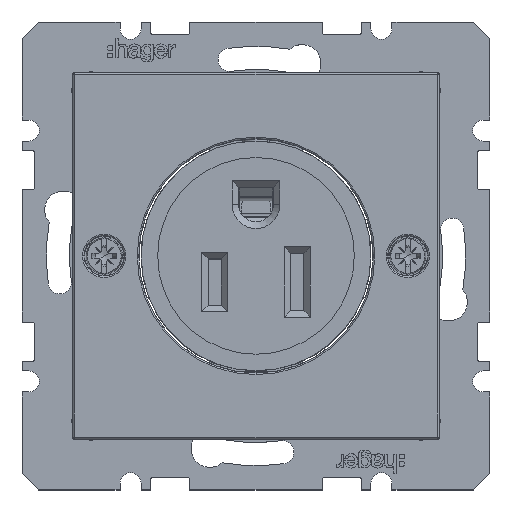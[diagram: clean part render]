
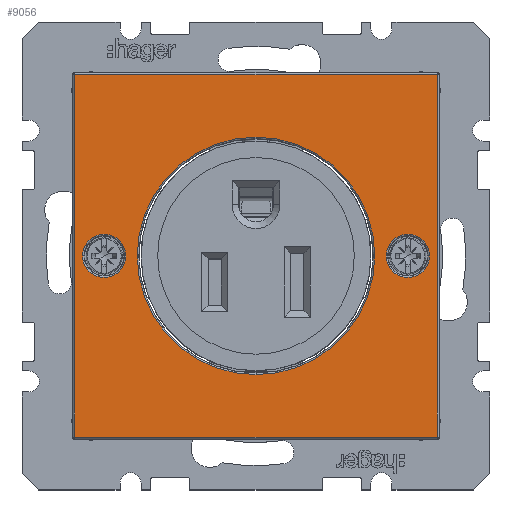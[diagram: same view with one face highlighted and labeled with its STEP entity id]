
A CAD part, top view. The second image highlights one B-rep face of the part: STEP entity #9056.
In plain terms, the highlighted face is planar.
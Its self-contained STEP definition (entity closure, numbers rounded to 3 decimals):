
#248=DIRECTION('',(1.,0.,0.));
#249=VECTOR('',#248,54.881);
#250=CARTESIAN_POINT('',(-27.44,6.2,27.44));
#251=LINE('2002',#250,#249);
#252=DIRECTION('',(0.,0.,1.));
#253=VECTOR('',#252,54.881);
#254=CARTESIAN_POINT('',(-27.44,6.2,-27.44));
#255=LINE('2006',#254,#253);
#256=DIRECTION('',(-1.,0.,0.));
#257=VECTOR('',#256,54.881);
#258=CARTESIAN_POINT('',(27.44,6.2,-27.44));
#259=LINE('2012',#258,#257);
#260=DIRECTION('',(0.,0.,-1.));
#261=VECTOR('',#260,54.881);
#262=CARTESIAN_POINT('',(27.44,6.2,27.44));
#263=LINE('2017',#262,#261);
#264=CARTESIAN_POINT('',(0.,6.2,0.));
#265=DIRECTION('',(0.,1.,0.));
#266=DIRECTION('',(1.,0.,0.));
#267=AXIS2_PLACEMENT_3D('',#264,#265,#266);
#269=CARTESIAN_POINT('',(0.,6.2,0.));
#270=DIRECTION('',(0.,1.,0.));
#271=DIRECTION('',(-1.,0.,0.));
#272=AXIS2_PLACEMENT_3D('',#269,#270,#271);
#274=CARTESIAN_POINT('',(23.,6.2,0.));
#275=DIRECTION('',(0.,-1.,0.));
#276=DIRECTION('',(-1.,0.,0.));
#277=AXIS2_PLACEMENT_3D('',#274,#275,#276);
#279=CARTESIAN_POINT('',(23.,6.2,0.));
#280=DIRECTION('',(0.,-1.,0.));
#281=DIRECTION('',(1.,0.,0.));
#282=AXIS2_PLACEMENT_3D('',#279,#280,#281);
#284=CARTESIAN_POINT('',(-23.,6.2,0.));
#285=DIRECTION('',(0.,-1.,0.));
#286=DIRECTION('',(1.,0.,0.));
#287=AXIS2_PLACEMENT_3D('',#284,#285,#286);
#289=CARTESIAN_POINT('',(-23.,6.2,0.));
#290=DIRECTION('',(0.,-1.,0.));
#291=DIRECTION('',(-1.,0.,0.));
#292=AXIS2_PLACEMENT_3D('',#289,#290,#291);
#7378=CARTESIAN_POINT('',(-27.44,6.2,27.44));
#7379=CARTESIAN_POINT('',(27.44,6.2,27.44));
#7380=VERTEX_POINT('',#7378);
#7381=VERTEX_POINT('',#7379);
#7388=CARTESIAN_POINT('',(-27.44,6.2,-27.44));
#7389=VERTEX_POINT('',#7388);
#7400=CARTESIAN_POINT('',(27.44,6.2,-27.44));
#7401=VERTEX_POINT('',#7400);
#7701=CARTESIAN_POINT('',(17.988,6.2,0.));
#7702=CARTESIAN_POINT('',(-17.988,6.2,0.));
#7703=VERTEX_POINT('',#7701);
#7704=VERTEX_POINT('',#7702);
#7713=CARTESIAN_POINT('',(19.725,6.2,0.));
#7714=CARTESIAN_POINT('',(26.275,6.2,0.));
#7715=VERTEX_POINT('',#7713);
#7716=VERTEX_POINT('',#7714);
#7721=CARTESIAN_POINT('',(-19.725,6.2,0.));
#7722=CARTESIAN_POINT('',(-26.275,6.2,0.));
#7723=VERTEX_POINT('',#7721);
#7724=VERTEX_POINT('',#7722);
#9023=CARTESIAN_POINT('',(0.,6.2,0.));
#9024=DIRECTION('',(0.,1.,0.));
#9025=DIRECTION('',(0.,0.,-1.));
#9026=AXIS2_PLACEMENT_3D('',#9023,#9024,#9025);
#9027=PLANE('1910',#9026);
#9029=ORIENTED_EDGE('2002',*,*,#9028,.F.);
#9031=ORIENTED_EDGE('2006',*,*,#9030,.F.);
#9033=ORIENTED_EDGE('2012',*,*,#9032,.F.);
#9035=ORIENTED_EDGE('2017',*,*,#9034,.F.);
#9036=EDGE_LOOP('1910',(#9029,#9031,#9033,#9035));
#9037=FACE_OUTER_BOUND('1910',#9036,.F.);
#9039=ORIENTED_EDGE('8925',*,*,#9038,.T.);
#9041=ORIENTED_EDGE('8927',*,*,#9040,.T.);
#9042=EDGE_LOOP('1910',(#9039,#9041));
#9043=FACE_BOUND('1910',#9042,.F.);
#9045=ORIENTED_EDGE('9017',*,*,#9044,.F.);
#9047=ORIENTED_EDGE('9019',*,*,#9046,.F.);
#9048=EDGE_LOOP('1910',(#9045,#9047));
#9049=FACE_BOUND('1910',#9048,.F.);
#9051=ORIENTED_EDGE('9021',*,*,#9050,.F.);
#9053=ORIENTED_EDGE('9023',*,*,#9052,.F.);
#9054=EDGE_LOOP('1910',(#9051,#9053));
#9055=FACE_BOUND('1910',#9054,.F.);
#9056=ADVANCED_FACE('1910',(#9037,#9043,#9049,#9055),#9027,.T.);
#268=CIRCLE('8925',#267,17.988);
#273=CIRCLE('8927',#272,17.988);
#278=CIRCLE('9017',#277,3.275);
#283=CIRCLE('9019',#282,3.275);
#288=CIRCLE('9021',#287,3.275);
#293=CIRCLE('9023',#292,3.275);
#9028=EDGE_CURVE('2002',#7380,#7381,#251,.T.);
#9030=EDGE_CURVE('2006',#7389,#7380,#255,.T.);
#9032=EDGE_CURVE('2012',#7401,#7389,#259,.T.);
#9034=EDGE_CURVE('2017',#7381,#7401,#263,.T.);
#9038=EDGE_CURVE('8925',#7703,#7704,#268,.T.);
#9040=EDGE_CURVE('8927',#7704,#7703,#273,.T.);
#9044=EDGE_CURVE('9017',#7715,#7716,#278,.T.);
#9046=EDGE_CURVE('9019',#7716,#7715,#283,.T.);
#9050=EDGE_CURVE('9021',#7723,#7724,#288,.T.);
#9052=EDGE_CURVE('9023',#7724,#7723,#293,.T.);
